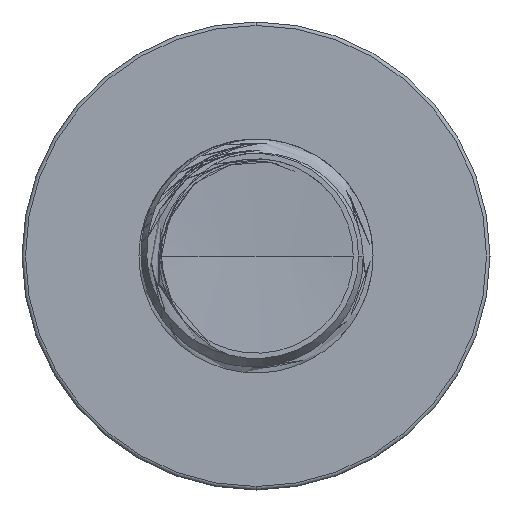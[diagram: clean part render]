
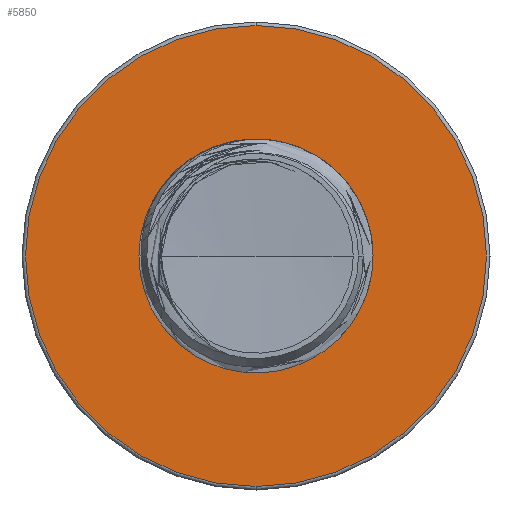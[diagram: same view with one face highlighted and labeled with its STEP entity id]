
A CAD part, front view. The second image highlights one B-rep face of the part: STEP entity #5850.
In plain terms, the highlighted planar face has unit normal (0, -1, 0).
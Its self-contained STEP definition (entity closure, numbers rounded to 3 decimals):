
#1023 = DIRECTION ( 'NONE',  ( 0., -1., 0. ) ) ;
#2948 = FACE_OUTER_BOUND ( 'NONE', #12238, .T. ) ;
#3321 = DIRECTION ( 'NONE',  ( 0., -1., 0. ) ) ;
#4538 = ORIENTED_EDGE ( 'NONE', *, *, #15558, .F. ) ;
#5850 = ADVANCED_FACE ( 'NONE', ( #2948, #12558 ), #29396, .T. ) ;
#6679 = VERTEX_POINT ( 'NONE', #12480 ) ;
#7657 = ORIENTED_EDGE ( 'NONE', *, *, #23977, .T. ) ;
#9198 = AXIS2_PLACEMENT_3D ( 'NONE', #22492, #3321, #25679 ) ;
#9204 = EDGE_CURVE ( 'NONE', #6679, #37875, #19729, .T. ) ;
#10510 = CARTESIAN_POINT ( 'NONE',  ( 0., 37.5, 0. ) ) ;
#10521 = CARTESIAN_POINT ( 'NONE',  ( 0., 37.5, 7.88 ) ) ;
#11453 = VERTEX_POINT ( 'NONE', #36713 ) ;
#11525 = CARTESIAN_POINT ( 'NONE',  ( 0., 37.5, 3.99 ) ) ;
#12238 = EDGE_LOOP ( 'NONE', ( #25945, #7657 ) ) ;
#12261 = EDGE_CURVE ( 'NONE', #11453, #20340, #13248, .T. ) ;
#12480 = CARTESIAN_POINT ( 'NONE',  ( 0., 37.5, -7.88 ) ) ;
#12558 = FACE_BOUND ( 'NONE', #27396, .T. ) ;
#13248 = CIRCLE ( 'NONE', #13752, 3.99 ) ;
#13752 = AXIS2_PLACEMENT_3D ( 'NONE', #10510, #32732, #13771 ) ;
#13771 = DIRECTION ( 'NONE',  ( 0., 0., -1. ) ) ;
#15558 = EDGE_CURVE ( 'NONE', #20340, #11453, #16248, .T. ) ;
#16248 = CIRCLE ( 'NONE', #9198, 3.99 ) ;
#16963 = DIRECTION ( 'NONE',  ( 0., 0., -1. ) ) ;
#17579 = CARTESIAN_POINT ( 'NONE',  ( 0., 37.5, 0. ) ) ;
#19729 = CIRCLE ( 'NONE', #20357, 7.88 ) ;
#20262 = CARTESIAN_POINT ( 'NONE',  ( 0., 37.5, 0. ) ) ;
#20340 = VERTEX_POINT ( 'NONE', #11525 ) ;
#20357 = AXIS2_PLACEMENT_3D ( 'NONE', #20262, #1023, #23436 ) ;
#20727 = DIRECTION ( 'NONE',  ( 0., 0., -1. ) ) ;
#22492 = CARTESIAN_POINT ( 'NONE',  ( 0., 37.5, 0. ) ) ;
#23436 = DIRECTION ( 'NONE',  ( 0., 0., -1. ) ) ;
#23977 = EDGE_CURVE ( 'NONE', #37875, #6679, #33993, .T. ) ;
#25679 = DIRECTION ( 'NONE',  ( 0., 0., -1. ) ) ;
#25945 = ORIENTED_EDGE ( 'NONE', *, *, #9204, .T. ) ;
#26171 = AXIS2_PLACEMENT_3D ( 'NONE', #17579, #39623, #20727 ) ;
#27396 = EDGE_LOOP ( 'NONE', ( #30165, #4538 ) ) ;
#29396 = PLANE ( 'NONE',  #36205 ) ;
#30165 = ORIENTED_EDGE ( 'NONE', *, *, #12261, .F. ) ;
#32718 = CARTESIAN_POINT ( 'NONE',  ( 0., 37.5, 3.99 ) ) ;
#32732 = DIRECTION ( 'NONE',  ( 0., -1., 0. ) ) ;
#33993 = CIRCLE ( 'NONE', #26171, 7.88 ) ;
#35860 = DIRECTION ( 'NONE',  ( 0., -1., 0. ) ) ;
#36205 = AXIS2_PLACEMENT_3D ( 'NONE', #32718, #35860, #16963 ) ;
#36713 = CARTESIAN_POINT ( 'NONE',  ( 0., 37.5, -3.99 ) ) ;
#37875 = VERTEX_POINT ( 'NONE', #10521 ) ;
#39623 = DIRECTION ( 'NONE',  ( 0., -1., 0. ) ) ;
